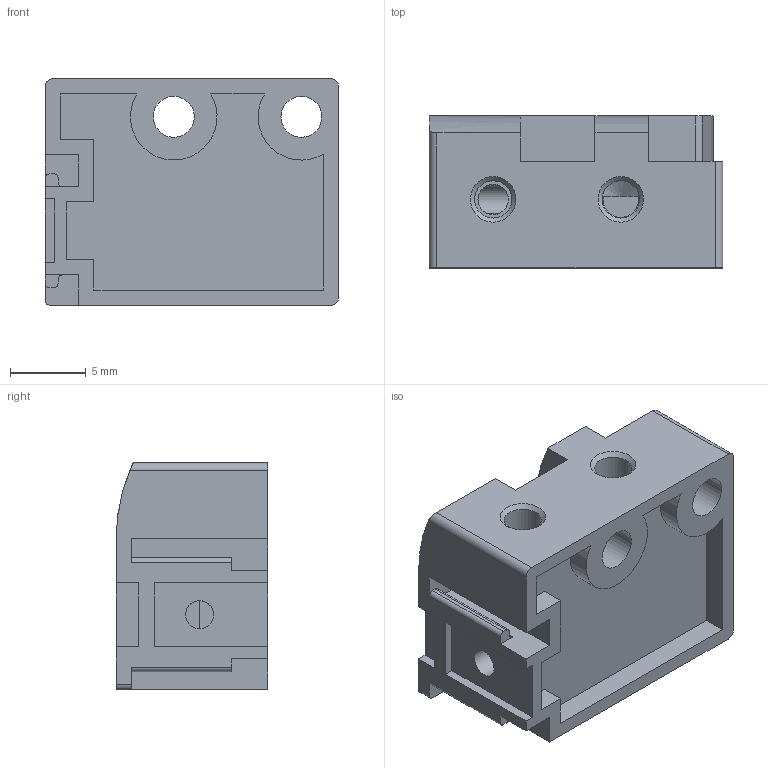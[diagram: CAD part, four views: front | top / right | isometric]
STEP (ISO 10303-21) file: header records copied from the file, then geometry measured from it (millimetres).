
FILE_DESCRIPTION(/* description */ ('STEP AP214'),/* implementation_level */ '2;1');
FILE_NAME(/* name */ '197183_MHA1-AS-3-M3',/* time_stamp */ '2024-09-04T09:00:54+02:00',/* author */ ('License CC BY-ND 4.0'),/* organization */ ('CADENAS'),/* preprocessor_version */ 'ST-DEVELOPER v19.3',/* originating_system */ 'PARTsolutions',/* authorisation */ ' ');
FILE_SCHEMA (('AUTOMOTIVE_DESIGN {1 0 10303 214 3 1 1}'));
Length unit declared in the file: millimetre
Products named in the file (2): 197183 MHA1-AS-3-M3; 197183 MHA1-AS-3-M3_p
Assembly tree (1 placements, depth 2):
  197183 MHA1-AS-3-M3
    197183 MHA1-AS-3-M3_p
Bounding box: 19.3 x 10 x 14.9 mm (x, y, z)
Volume: 1991.4 mm3; surface area: 1951.2 mm2
Topology: 1 solids, 1 shells, 115 faces, 307 edges, 203 vertices
Faces by surface type: plane 75, cylinder 32, cone 8
Full cylindrical faces by diameter (mm): 0.95 x1, 1.2 x2, 1.221 x2, 1.85 x1, 2 x1, 2.459 x3, 2.7 x2
Entity records: 3527 total; most frequent: CARTESIAN_POINT 638, DIRECTION 580, ORIENTED_EDGE 566, EDGE_CURVE 283, LINE 206, VECTOR 206, VERTEX_POINT 197, AXIS2_PLACEMENT_3D 187
